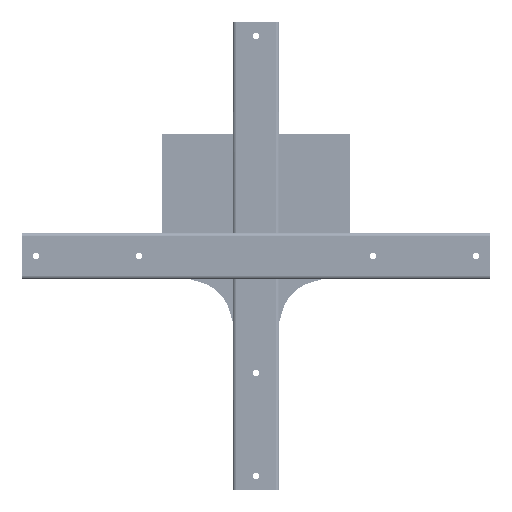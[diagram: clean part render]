
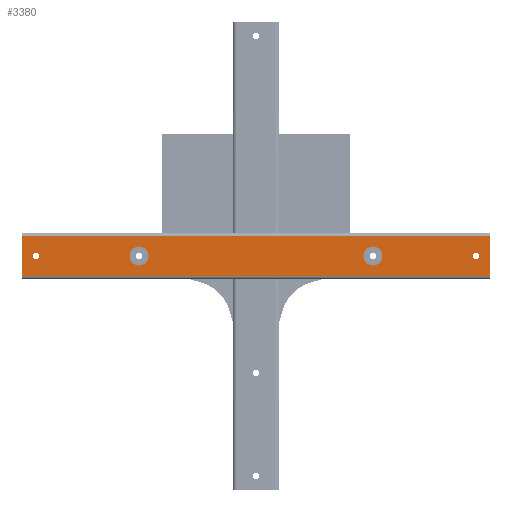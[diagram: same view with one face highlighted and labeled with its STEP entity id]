
A CAD part, front view. The second image highlights one B-rep face of the part: STEP entity #3380.
In plain terms, the highlighted planar face has unit normal (0, -1, 0).
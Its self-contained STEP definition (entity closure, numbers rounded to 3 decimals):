
#1022 = VERTEX_POINT ( 'NONE', #22421 ) ;
#1123 = PLANE ( 'NONE',  #33776 ) ;
#1149 = VERTEX_POINT ( 'NONE', #44786 ) ;
#1215 = LINE ( 'NONE', #31304, #22402 ) ;
#1897 = EDGE_CURVE ( 'NONE', #17248, #1149, #16672, .T. ) ;
#3062 = DIRECTION ( 'NONE',  ( 0., 1., 0. ) ) ;
#3380 = ADVANCED_FACE ( 'NONE', ( #14630, #25235, #4047, #5303, #34523 ), #1123, .F. ) ;
#3594 = ORIENTED_EDGE ( 'NONE', *, *, #10070, .T. ) ;
#3792 = DIRECTION ( 'NONE',  ( -1., 0., 0. ) ) ;
#4047 = FACE_BOUND ( 'NONE', #17871, .T. ) ;
#4059 = LINE ( 'NONE', #4350, #19632 ) ;
#4330 = CIRCLE ( 'NONE', #37564, 7. ) ;
#4350 = CARTESIAN_POINT ( 'NONE',  ( 500., -25., 42. ) ) ;
#5150 = DIRECTION ( 'NONE',  ( 0., 0., 1. ) ) ;
#5303 = FACE_BOUND ( 'NONE', #37674, .T. ) ;
#6100 = CARTESIAN_POINT ( 'NONE',  ( -500., -25., 42. ) ) ;
#6707 = CARTESIAN_POINT ( 'NONE',  ( 470., -25., 0. ) ) ;
#6965 = CARTESIAN_POINT ( 'NONE',  ( -470., -25., 7. ) ) ;
#8175 = CARTESIAN_POINT ( 'NONE',  ( 250., -25., -20. ) ) ;
#8484 = CARTESIAN_POINT ( 'NONE',  ( 470., -25., 0. ) ) ;
#8889 = DIRECTION ( 'NONE',  ( 0., 1., 0. ) ) ;
#10070 = EDGE_CURVE ( 'NONE', #12662, #38038, #49341, .T. ) ;
#10189 = ORIENTED_EDGE ( 'NONE', *, *, #26278, .T. ) ;
#10401 = CIRCLE ( 'NONE', #35677, 20. ) ;
#10472 = CARTESIAN_POINT ( 'NONE',  ( -250., -25., -20. ) ) ;
#11490 = EDGE_CURVE ( 'NONE', #1022, #18062, #32901, .T. ) ;
#11522 = AXIS2_PLACEMENT_3D ( 'NONE', #17915, #45852, #21900 ) ;
#11731 = DIRECTION ( 'NONE',  ( 0., 1., 0. ) ) ;
#12452 = DIRECTION ( 'NONE',  ( 0., 0., -1. ) ) ;
#12662 = VERTEX_POINT ( 'NONE', #35686 ) ;
#13007 = EDGE_CURVE ( 'NONE', #48754, #14349, #41638, .T. ) ;
#13091 = CARTESIAN_POINT ( 'NONE',  ( -250., -25., 0. ) ) ;
#13110 = AXIS2_PLACEMENT_3D ( 'NONE', #13091, #40928, #17094 ) ;
#14313 = CARTESIAN_POINT ( 'NONE',  ( -470., -25., 0. ) ) ;
#14349 = VERTEX_POINT ( 'NONE', #23681 ) ;
#14630 = FACE_BOUND ( 'NONE', #51489, .T. ) ;
#15481 = DIRECTION ( 'NONE',  ( 0., 0., -1. ) ) ;
#15526 = AXIS2_PLACEMENT_3D ( 'NONE', #14313, #42163, #18328 ) ;
#16292 = DIRECTION ( 'NONE',  ( 0., 1., 0. ) ) ;
#16672 = CIRCLE ( 'NONE', #32001, 7. ) ;
#16982 = DIRECTION ( 'NONE',  ( 0., 0., -1. ) ) ;
#17094 = DIRECTION ( 'NONE',  ( 0., 0., 1. ) ) ;
#17248 = VERTEX_POINT ( 'NONE', #23122 ) ;
#17871 = EDGE_LOOP ( 'NONE', ( #32994, #27068 ) ) ;
#17915 = CARTESIAN_POINT ( 'NONE',  ( 250., -25., 0. ) ) ;
#18026 = CARTESIAN_POINT ( 'NONE',  ( 500., -25., -42. ) ) ;
#18062 = VERTEX_POINT ( 'NONE', #28776 ) ;
#18272 = CIRCLE ( 'NONE', #15526, 7. ) ;
#18328 = DIRECTION ( 'NONE',  ( 0., 0., 1. ) ) ;
#18454 = CIRCLE ( 'NONE', #32027, 7. ) ;
#18625 = CARTESIAN_POINT ( 'NONE',  ( 500., -25., 42. ) ) ;
#19555 = DIRECTION ( 'NONE',  ( 0., 1., 0. ) ) ;
#19630 = CARTESIAN_POINT ( 'NONE',  ( 500., -25., -42. ) ) ;
#19632 = VECTOR ( 'NONE', #32154, 1000. ) ;
#20268 = ORIENTED_EDGE ( 'NONE', *, *, #42140, .T. ) ;
#20952 = CARTESIAN_POINT ( 'NONE',  ( 500., -25., -42. ) ) ;
#21829 = ORIENTED_EDGE ( 'NONE', *, *, #11490, .F. ) ;
#21900 = DIRECTION ( 'NONE',  ( 0., 0., -1. ) ) ;
#22169 = EDGE_LOOP ( 'NONE', ( #10189, #21829, #51512, #24322 ) ) ;
#22334 = VECTOR ( 'NONE', #3792, 1000. ) ;
#22402 = VECTOR ( 'NONE', #15481, 1000. ) ;
#22421 = CARTESIAN_POINT ( 'NONE',  ( 500., -25., -42. ) ) ;
#23122 = CARTESIAN_POINT ( 'NONE',  ( 470., -25., 7. ) ) ;
#23681 = CARTESIAN_POINT ( 'NONE',  ( 250., -25., 20. ) ) ;
#23753 = ORIENTED_EDGE ( 'NONE', *, *, #31049, .T. ) ;
#24322 = ORIENTED_EDGE ( 'NONE', *, *, #48137, .T. ) ;
#24458 = VERTEX_POINT ( 'NONE', #18625 ) ;
#25235 = FACE_BOUND ( 'NONE', #31776, .T. ) ;
#26278 = EDGE_CURVE ( 'NONE', #27322, #18062, #1215, .T. ) ;
#26484 = EDGE_CURVE ( 'NONE', #1149, #17248, #4330, .T. ) ;
#26891 = LINE ( 'NONE', #18026, #38733 ) ;
#26930 = CARTESIAN_POINT ( 'NONE',  ( 250., -25., 0. ) ) ;
#27068 = ORIENTED_EDGE ( 'NONE', *, *, #26484, .T. ) ;
#27322 = VERTEX_POINT ( 'NONE', #6100 ) ;
#28776 = CARTESIAN_POINT ( 'NONE',  ( -500., -25., -42. ) ) ;
#30065 = ORIENTED_EDGE ( 'NONE', *, *, #13007, .T. ) ;
#30300 = VERTEX_POINT ( 'NONE', #6965 ) ;
#30898 = DIRECTION ( 'NONE',  ( 0., 0., -1. ) ) ;
#31049 = EDGE_CURVE ( 'NONE', #30300, #48287, #18454, .T. ) ;
#31304 = CARTESIAN_POINT ( 'NONE',  ( -500., -25., -42. ) ) ;
#31776 = EDGE_LOOP ( 'NONE', ( #3594, #20268 ) ) ;
#32001 = AXIS2_PLACEMENT_3D ( 'NONE', #6707, #11731, #16982 ) ;
#32027 = AXIS2_PLACEMENT_3D ( 'NONE', #43396, #19555, #47524 ) ;
#32154 = DIRECTION ( 'NONE',  ( -1., 0., 0. ) ) ;
#32663 = CARTESIAN_POINT ( 'NONE',  ( -250., -25., 0. ) ) ;
#32901 = LINE ( 'NONE', #19630, #22334 ) ;
#32994 = ORIENTED_EDGE ( 'NONE', *, *, #1897, .T. ) ;
#33475 = EDGE_CURVE ( 'NONE', #48287, #30300, #18272, .T. ) ;
#33776 = AXIS2_PLACEMENT_3D ( 'NONE', #20952, #16292, #5150 ) ;
#34523 = FACE_OUTER_BOUND ( 'NONE', #22169, .T. ) ;
#35677 = AXIS2_PLACEMENT_3D ( 'NONE', #26930, #3062, #30898 ) ;
#35686 = CARTESIAN_POINT ( 'NONE',  ( -250., -25., 20. ) ) ;
#36287 = DIRECTION ( 'NONE',  ( 0., 1., 0. ) ) ;
#36689 = DIRECTION ( 'NONE',  ( 0., 0., 1. ) ) ;
#37564 = AXIS2_PLACEMENT_3D ( 'NONE', #8484, #36287, #12452 ) ;
#37674 = EDGE_LOOP ( 'NONE', ( #23753, #45366 ) ) ;
#37882 = ORIENTED_EDGE ( 'NONE', *, *, #47187, .T. ) ;
#38038 = VERTEX_POINT ( 'NONE', #10472 ) ;
#38733 = VECTOR ( 'NONE', #45949, 1000. ) ;
#39219 = EDGE_CURVE ( 'NONE', #24458, #1022, #26891, .T. ) ;
#40928 = DIRECTION ( 'NONE',  ( 0., 1., 0. ) ) ;
#41638 = CIRCLE ( 'NONE', #11522, 20. ) ;
#42140 = EDGE_CURVE ( 'NONE', #38038, #12662, #47954, .T. ) ;
#42163 = DIRECTION ( 'NONE',  ( 0., 1., 0. ) ) ;
#43396 = CARTESIAN_POINT ( 'NONE',  ( -470., -25., 0. ) ) ;
#44786 = CARTESIAN_POINT ( 'NONE',  ( 470., -25., -7. ) ) ;
#44958 = CARTESIAN_POINT ( 'NONE',  ( -470., -25., -7. ) ) ;
#45366 = ORIENTED_EDGE ( 'NONE', *, *, #33475, .T. ) ;
#45852 = DIRECTION ( 'NONE',  ( 0., 1., 0. ) ) ;
#45949 = DIRECTION ( 'NONE',  ( 0., 0., -1. ) ) ;
#46850 = AXIS2_PLACEMENT_3D ( 'NONE', #32663, #8889, #36689 ) ;
#47187 = EDGE_CURVE ( 'NONE', #14349, #48754, #10401, .T. ) ;
#47524 = DIRECTION ( 'NONE',  ( 0., 0., 1. ) ) ;
#47954 = CIRCLE ( 'NONE', #13110, 20. ) ;
#48137 = EDGE_CURVE ( 'NONE', #24458, #27322, #4059, .T. ) ;
#48287 = VERTEX_POINT ( 'NONE', #44958 ) ;
#48754 = VERTEX_POINT ( 'NONE', #8175 ) ;
#49341 = CIRCLE ( 'NONE', #46850, 20. ) ;
#51489 = EDGE_LOOP ( 'NONE', ( #37882, #30065 ) ) ;
#51512 = ORIENTED_EDGE ( 'NONE', *, *, #39219, .F. ) ;
